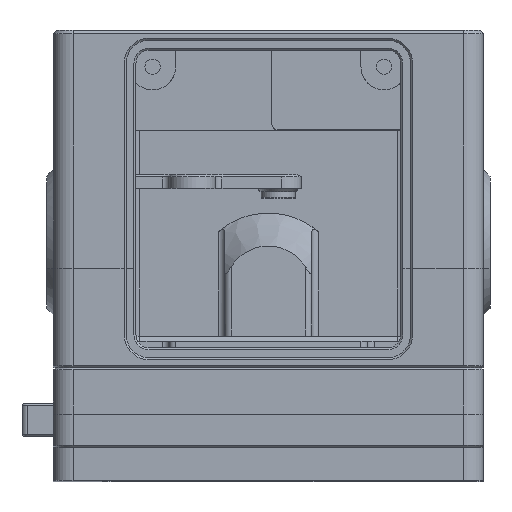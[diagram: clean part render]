
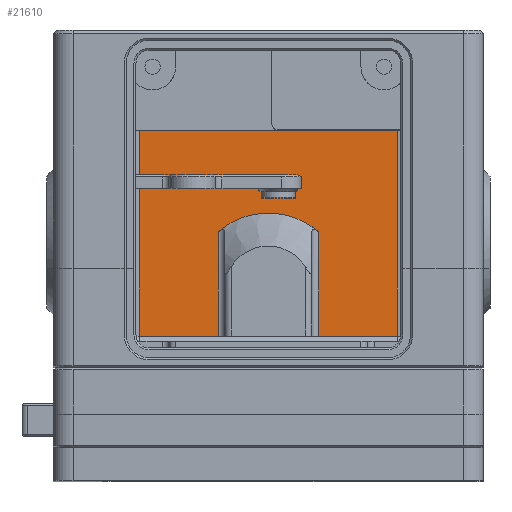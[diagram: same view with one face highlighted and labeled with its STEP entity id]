
A CAD part, top view. The second image highlights one B-rep face of the part: STEP entity #21610.
In plain terms, the highlighted planar face has unit normal (0, 0, 1).
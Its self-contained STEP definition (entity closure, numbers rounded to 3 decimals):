
#1171=PLANE('',#23753);
#2247=FACE_OUTER_BOUND('',#3669,.T.);
#3669=EDGE_LOOP('',(#18573,#18574,#18575,#18576,#18577,#18578,#18579,#18580));
#5533=LINE('',#36525,#7511);
#5541=LINE('',#36549,#7519);
#5545=LINE('',#36599,#7523);
#5546=LINE('',#36603,#7524);
#5547=LINE('',#36605,#7525);
#5548=LINE('',#36607,#7526);
#5549=LINE('',#36608,#7527);
#7511=VECTOR('',#29188,10.);
#7519=VECTOR('',#29204,10.);
#7523=VECTOR('',#29220,10.);
#7524=VECTOR('',#29225,10.);
#7525=VECTOR('',#29226,10.);
#7526=VECTOR('',#29227,10.);
#7527=VECTOR('',#29228,10.);
#8768=CIRCLE('',#23754,11.6);
#10427=VERTEX_POINT('',#36522);
#10428=VERTEX_POINT('',#36524);
#10439=VERTEX_POINT('',#36546);
#10440=VERTEX_POINT('',#36548);
#10446=VERTEX_POINT('',#36583);
#10447=VERTEX_POINT('',#36601);
#10448=VERTEX_POINT('',#36604);
#10449=VERTEX_POINT('',#36606);
#13202=EDGE_CURVE('',#10427,#10428,#5533,.T.);
#13214=EDGE_CURVE('',#10439,#10440,#5541,.T.);
#13224=EDGE_CURVE('',#10446,#10427,#5545,.T.);
#13225=EDGE_CURVE('',#10447,#10446,#8768,.T.);
#13226=EDGE_CURVE('',#10440,#10447,#5546,.T.);
#13227=EDGE_CURVE('',#10448,#10439,#5547,.T.);
#13228=EDGE_CURVE('',#10449,#10448,#5548,.T.);
#13229=EDGE_CURVE('',#10428,#10449,#5549,.T.);
#18573=ORIENTED_EDGE('',*,*,#13224,.F.);
#18574=ORIENTED_EDGE('',*,*,#13225,.F.);
#18575=ORIENTED_EDGE('',*,*,#13226,.F.);
#18576=ORIENTED_EDGE('',*,*,#13214,.F.);
#18577=ORIENTED_EDGE('',*,*,#13227,.F.);
#18578=ORIENTED_EDGE('',*,*,#13228,.F.);
#18579=ORIENTED_EDGE('',*,*,#13229,.F.);
#18580=ORIENTED_EDGE('',*,*,#13202,.F.);
#21610=ADVANCED_FACE('',(#2247),#1171,.T.);
#23753=AXIS2_PLACEMENT_3D('',#36600,#29221,#29222);
#23754=AXIS2_PLACEMENT_3D('',#36602,#29223,#29224);
#29188=DIRECTION('',(-1.,0.,0.));
#29204=DIRECTION('',(-1.,0.,0.));
#29220=DIRECTION('',(0.,-1.,0.));
#29221=DIRECTION('center_axis',(0.,0.,1.));
#29222=DIRECTION('ref_axis',(-1.,0.,0.));
#29223=DIRECTION('center_axis',(0.,0.,1.));
#29224=DIRECTION('ref_axis',(1.,0.,0.));
#29225=DIRECTION('',(0.,1.,0.));
#29226=DIRECTION('',(0.,-1.,0.));
#29227=DIRECTION('',(1.,0.,0.));
#29228=DIRECTION('',(0.,1.,0.));
#36522=CARTESIAN_POINT('',(24.9,22.,1.6));
#36524=CARTESIAN_POINT('',(13.,22.,1.6));
#36525=CARTESIAN_POINT('',(43.75,22.,1.6));
#36546=CARTESIAN_POINT('',(52.,22.,1.6));
#36548=CARTESIAN_POINT('',(40.1,22.,1.6));
#36549=CARTESIAN_POINT('',(32.5,22.,1.6));
#36583=CARTESIAN_POINT('',(24.9,37.764,1.6));
#36599=CARTESIAN_POINT('',(24.9,45.,1.6));
#36600=CARTESIAN_POINT('Origin',(55.,68.,1.6));
#36601=CARTESIAN_POINT('',(40.1,37.764,1.6));
#36602=CARTESIAN_POINT('Origin',(32.5,29.,1.6));
#36603=CARTESIAN_POINT('',(40.1,56.,1.6));
#36604=CARTESIAN_POINT('',(52.,65.8,1.6));
#36605=CARTESIAN_POINT('',(52.,68.,1.6));
#36606=CARTESIAN_POINT('',(13.,65.8,1.6));
#36607=CARTESIAN_POINT('',(43.75,65.8,1.6));
#36608=CARTESIAN_POINT('',(13.,68.,1.6));
